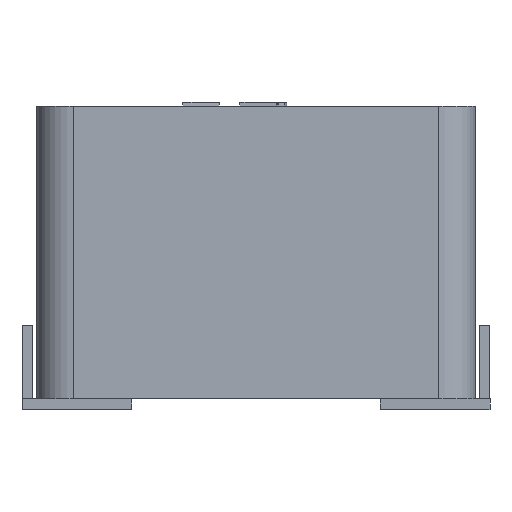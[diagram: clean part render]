
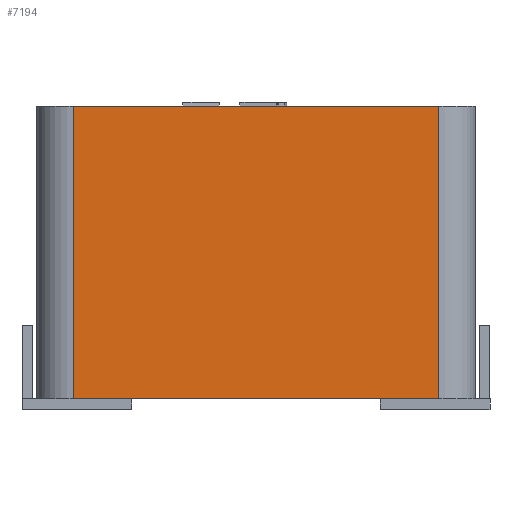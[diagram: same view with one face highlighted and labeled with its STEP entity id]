
A CAD part, left-side view. The second image highlights one B-rep face of the part: STEP entity #7194.
In plain terms, the highlighted planar face has unit normal (-1, 0, 0).
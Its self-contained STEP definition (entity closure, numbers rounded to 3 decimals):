
#125 = AXIS2_PLACEMENT_3D ( 'NONE', #4323, #7024, #8356 ) ;
#342 = CARTESIAN_POINT ( 'NONE',  ( -6., 0., 0. ) ) ;
#606 = EDGE_CURVE ( 'NONE', #5469, #6186, #8329, .T. ) ;
#623 = EDGE_CURVE ( 'NONE', #5469, #3815, #3026, .T. ) ;
#704 = LINE ( 'NONE', #4743, #6434 ) ;
#950 = CARTESIAN_POINT ( 'NONE',  ( -6., 0., 8. ) ) ;
#1087 = CARTESIAN_POINT ( 'NONE',  ( -6., -5., 0. ) ) ;
#1626 = VECTOR ( 'NONE', #5074, 1000. ) ;
#1645 = PLANE ( 'NONE',  #125 ) ;
#1702 = ORIENTED_EDGE ( 'NONE', *, *, #623, .F. ) ;
#2445 = CARTESIAN_POINT ( 'NONE',  ( -6., 5., 0. ) ) ;
#2690 = CARTESIAN_POINT ( 'NONE',  ( -6., 5., 8. ) ) ;
#2770 = CARTESIAN_POINT ( 'NONE',  ( -6., 5., 0. ) ) ;
#3026 = LINE ( 'NONE', #950, #1626 ) ;
#3121 = LINE ( 'NONE', #342, #8654 ) ;
#3356 = EDGE_CURVE ( 'NONE', #3815, #8161, #704, .T. ) ;
#3695 = EDGE_CURVE ( 'NONE', #6186, #8161, #3121, .T. ) ;
#3723 = DIRECTION ( 'NONE',  ( 0., 0., -1. ) ) ;
#3815 = VERTEX_POINT ( 'NONE', #4193 ) ;
#3829 = ORIENTED_EDGE ( 'NONE', *, *, #3356, .F. ) ;
#4193 = CARTESIAN_POINT ( 'NONE',  ( -6., -5., 8. ) ) ;
#4323 = CARTESIAN_POINT ( 'NONE',  ( -6., 6., 0. ) ) ;
#4743 = CARTESIAN_POINT ( 'NONE',  ( -6., -5., 0. ) ) ;
#4990 = VECTOR ( 'NONE', #3723, 1000. ) ;
#5074 = DIRECTION ( 'NONE',  ( 0., -1., 0. ) ) ;
#5469 = VERTEX_POINT ( 'NONE', #2690 ) ;
#5700 = DIRECTION ( 'NONE',  ( 0., -1., 0. ) ) ;
#6186 = VERTEX_POINT ( 'NONE', #2770 ) ;
#6434 = VECTOR ( 'NONE', #8002, 1000. ) ;
#7024 = DIRECTION ( 'NONE',  ( -1., 0., 0. ) ) ;
#7029 = ORIENTED_EDGE ( 'NONE', *, *, #606, .T. ) ;
#7194 = ADVANCED_FACE ( 'NONE', ( #7669 ), #1645, .T. ) ;
#7669 = FACE_OUTER_BOUND ( 'NONE', #8612, .T. ) ;
#8002 = DIRECTION ( 'NONE',  ( 0., 0., -1. ) ) ;
#8161 = VERTEX_POINT ( 'NONE', #1087 ) ;
#8329 = LINE ( 'NONE', #2445, #4990 ) ;
#8356 = DIRECTION ( 'NONE',  ( 0., 0., 1. ) ) ;
#8434 = ORIENTED_EDGE ( 'NONE', *, *, #3695, .T. ) ;
#8612 = EDGE_LOOP ( 'NONE', ( #3829, #1702, #7029, #8434 ) ) ;
#8654 = VECTOR ( 'NONE', #5700, 1000. ) ;
